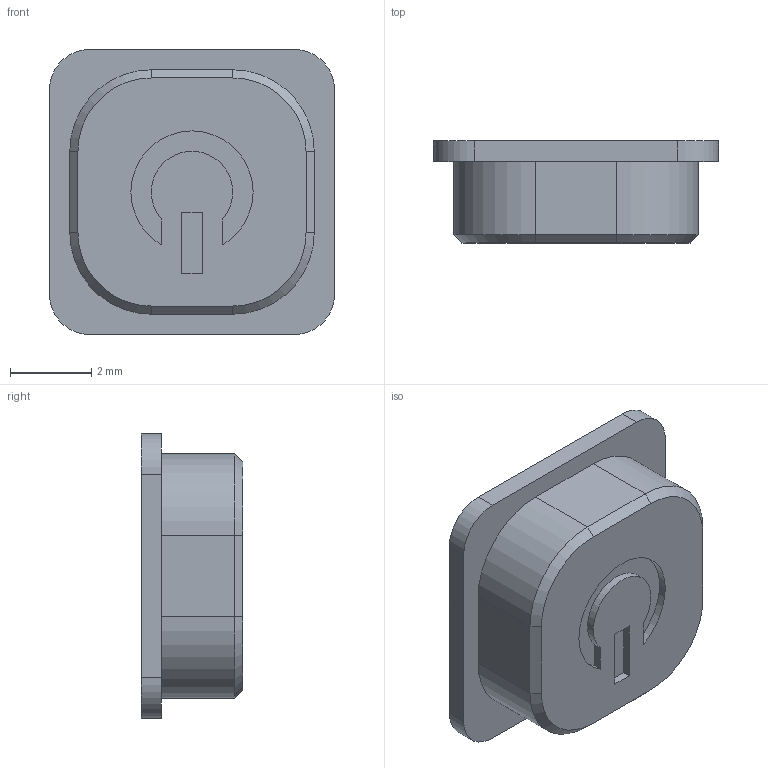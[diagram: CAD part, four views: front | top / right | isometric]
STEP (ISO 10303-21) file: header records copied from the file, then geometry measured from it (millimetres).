
FILE_DESCRIPTION (( 'STEP AP214' ), '1' );
FILE_NAME ('Power Button.STEP', '2023-08-06T21:55:46', ( '' ), ( '' ), 'SwSTEP 2.0', 'SolidWorks 2021', '' );
FILE_SCHEMA (( 'AUTOMOTIVE_DESIGN' ));
Length unit declared in the file: millimetre
Products named in the file (1): Power Button
Bounding box: 7 x 2.5 x 7 mm (x, y, z)
Volume: 88 mm3; surface area: 151.6 mm2
Topology: 1 solids, 1 shells, 37 faces, 88 edges, 56 vertices
Faces by surface type: plane 23, cylinder 10, cone 4
Entity records: 1096 total; most frequent: DIRECTION 188, CARTESIAN_POINT 182, ORIENTED_EDGE 176, EDGE_CURVE 88, VECTOR 64, LINE 64, AXIS2_PLACEMENT_3D 62, VERTEX_POINT 56
